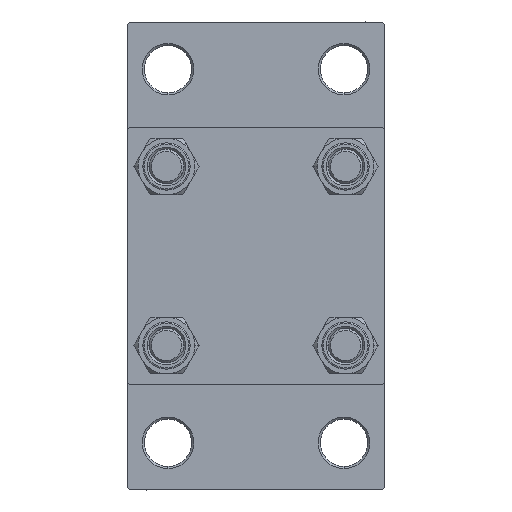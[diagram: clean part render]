
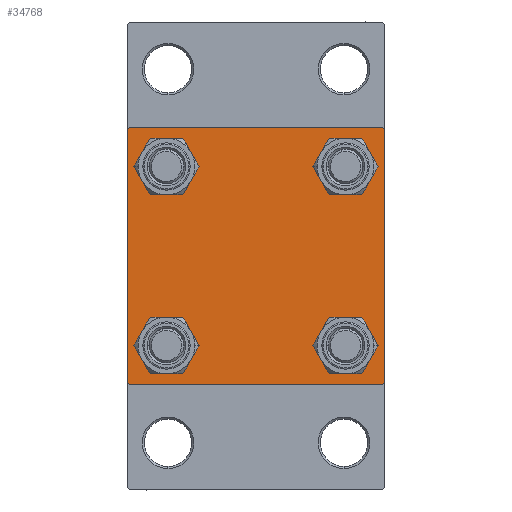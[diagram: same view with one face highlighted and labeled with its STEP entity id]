
A CAD part, left-side view. The second image highlights one B-rep face of the part: STEP entity #34768.
In plain terms, the highlighted planar face has unit normal (-1, 0, 0).
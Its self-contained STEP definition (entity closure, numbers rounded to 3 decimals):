
#174 = DIRECTION ( 'NONE',  ( 0., 0.707, 0.707 ) ) ;
#461 = CARTESIAN_POINT ( 'NONE',  ( 0., -30., 29.5 ) ) ;
#638 = CARTESIAN_POINT ( 'NONE',  ( 0., -29.75, 29.75 ) ) ;
#1008 = VECTOR ( 'NONE', #9460, 1000. ) ;
#1578 = LINE ( 'NONE', #20743, #1008 ) ;
#1956 = EDGE_CURVE ( 'NONE', #31537, #17847, #31929, .T. ) ;
#2252 = AXIS2_PLACEMENT_3D ( 'NONE', #29052, #43696, #10824 ) ;
#2878 = EDGE_CURVE ( 'NONE', #45866, #19344, #4646, .T. ) ;
#3332 = CARTESIAN_POINT ( 'NONE',  ( 0., 30., 30. ) ) ;
#3630 = VECTOR ( 'NONE', #24287, 1000. ) ;
#3811 = FACE_BOUND ( 'NONE', #42949, .T. ) ;
#3886 = AXIS2_PLACEMENT_3D ( 'NONE', #37941, #12749, #8903 ) ;
#4035 = LINE ( 'NONE', #3332, #14504 ) ;
#4282 = EDGE_CURVE ( 'NONE', #17847, #21789, #35916, .T. ) ;
#4504 = CARTESIAN_POINT ( 'NONE',  ( 0., 0., 0. ) ) ;
#4646 = CIRCLE ( 'NONE', #2252, 4.5 ) ;
#5081 = ORIENTED_EDGE ( 'NONE', *, *, #46142, .T. ) ;
#5786 = EDGE_CURVE ( 'NONE', #19344, #45866, #39104, .T. ) ;
#6546 = ORIENTED_EDGE ( 'NONE', *, *, #33956, .F. ) ;
#7285 = ORIENTED_EDGE ( 'NONE', *, *, #40726, .T. ) ;
#7614 = VECTOR ( 'NONE', #17184, 1000. ) ;
#8903 = DIRECTION ( 'NONE',  ( 0., 0., 1. ) ) ;
#9067 = CARTESIAN_POINT ( 'NONE',  ( 0., -20.85, -20.85 ) ) ;
#9080 = CARTESIAN_POINT ( 'NONE',  ( 0., 30., -29.5 ) ) ;
#9151 = AXIS2_PLACEMENT_3D ( 'NONE', #4504, #36907, #43226 ) ;
#9363 = CARTESIAN_POINT ( 'NONE',  ( 0., 20.85, -20.85 ) ) ;
#9460 = DIRECTION ( 'NONE',  ( 0., 0.707, -0.707 ) ) ;
#10463 = VERTEX_POINT ( 'NONE', #21865 ) ;
#10824 = DIRECTION ( 'NONE',  ( 0., 0., 1. ) ) ;
#11685 = VECTOR ( 'NONE', #40342, 1000. ) ;
#11775 = EDGE_CURVE ( 'NONE', #40316, #17649, #15529, .T. ) ;
#11840 = DIRECTION ( 'NONE',  ( 1., 0., 0. ) ) ;
#12365 = CARTESIAN_POINT ( 'NONE',  ( 0., 20.85, -16.35 ) ) ;
#12440 = DIRECTION ( 'NONE',  ( 1., 0., 0. ) ) ;
#12749 = DIRECTION ( 'NONE',  ( 1., 0., 0. ) ) ;
#13053 = CARTESIAN_POINT ( 'NONE',  ( 0., -20.85, -20.85 ) ) ;
#13706 = CARTESIAN_POINT ( 'NONE',  ( 0., 30., 30. ) ) ;
#13740 = ORIENTED_EDGE ( 'NONE', *, *, #19213, .T. ) ;
#14504 = VECTOR ( 'NONE', #47236, 1000. ) ;
#14994 = ORIENTED_EDGE ( 'NONE', *, *, #29029, .T. ) ;
#15134 = LINE ( 'NONE', #24986, #11685 ) ;
#15529 = CIRCLE ( 'NONE', #17064, 4.5 ) ;
#15539 = FACE_OUTER_BOUND ( 'NONE', #19033, .T. ) ;
#15736 = CIRCLE ( 'NONE', #42568, 4.5 ) ;
#15790 = CARTESIAN_POINT ( 'NONE',  ( 0., -29.5, 30. ) ) ;
#16033 = AXIS2_PLACEMENT_3D ( 'NONE', #31992, #31047, #38967 ) ;
#16138 = CIRCLE ( 'NONE', #3886, 4.5 ) ;
#16752 = AXIS2_PLACEMENT_3D ( 'NONE', #18071, #32212, #20955 ) ;
#17003 = CARTESIAN_POINT ( 'NONE',  ( 0., -20.85, 25.35 ) ) ;
#17064 = AXIS2_PLACEMENT_3D ( 'NONE', #9067, #12440, #34740 ) ;
#17184 = DIRECTION ( 'NONE',  ( 0., 0., -1. ) ) ;
#17309 = LINE ( 'NONE', #35790, #3630 ) ;
#17649 = VERTEX_POINT ( 'NONE', #18238 ) ;
#17714 = CARTESIAN_POINT ( 'NONE',  ( 0., 20.85, 25.35 ) ) ;
#17847 = VERTEX_POINT ( 'NONE', #9080 ) ;
#18071 = CARTESIAN_POINT ( 'NONE',  ( 0., 20.85, 20.85 ) ) ;
#18238 = CARTESIAN_POINT ( 'NONE',  ( 0., -20.85, -25.35 ) ) ;
#18460 = VERTEX_POINT ( 'NONE', #17003 ) ;
#19033 = EDGE_LOOP ( 'NONE', ( #39042, #36499, #14994, #36171, #34052, #13740, #6546, #5081 ) ) ;
#19213 = EDGE_CURVE ( 'NONE', #34806, #20871, #38804, .T. ) ;
#19253 = CARTESIAN_POINT ( 'NONE',  ( 0., -29.5, -30. ) ) ;
#19344 = VERTEX_POINT ( 'NONE', #12365 ) ;
#20265 = VECTOR ( 'NONE', #174, 1000. ) ;
#20297 = CARTESIAN_POINT ( 'NONE',  ( 0., 29.5, 30. ) ) ;
#20743 = CARTESIAN_POINT ( 'NONE',  ( 0., 29.75, 29.75 ) ) ;
#20768 = VERTEX_POINT ( 'NONE', #25236 ) ;
#20871 = VERTEX_POINT ( 'NONE', #15790 ) ;
#20955 = DIRECTION ( 'NONE',  ( 0., 0., 1. ) ) ;
#21789 = VERTEX_POINT ( 'NONE', #24778 ) ;
#21865 = CARTESIAN_POINT ( 'NONE',  ( 0., -20.85, 16.35 ) ) ;
#22311 = VERTEX_POINT ( 'NONE', #20297 ) ;
#22747 = PLANE ( 'NONE',  #9151 ) ;
#24088 = DIRECTION ( 'NONE',  ( 0., 0., 1. ) ) ;
#24287 = DIRECTION ( 'NONE',  ( 0., -1., 0. ) ) ;
#24634 = CARTESIAN_POINT ( 'NONE',  ( 0., 20.85, -25.35 ) ) ;
#24778 = CARTESIAN_POINT ( 'NONE',  ( 0., 29.5, -30. ) ) ;
#24835 = ORIENTED_EDGE ( 'NONE', *, *, #34369, .T. ) ;
#24986 = CARTESIAN_POINT ( 'NONE',  ( 0., -29.75, -29.75 ) ) ;
#25236 = CARTESIAN_POINT ( 'NONE',  ( 0., 20.85, 16.35 ) ) ;
#25268 = VECTOR ( 'NONE', #43122, 1000. ) ;
#25579 = EDGE_CURVE ( 'NONE', #20768, #33754, #15736, .T. ) ;
#25897 = CARTESIAN_POINT ( 'NONE',  ( 0., 30., 29.5 ) ) ;
#26100 = FACE_BOUND ( 'NONE', #47402, .T. ) ;
#26329 = FACE_BOUND ( 'NONE', #35872, .T. ) ;
#28037 = VERTEX_POINT ( 'NONE', #19253 ) ;
#29029 = EDGE_CURVE ( 'NONE', #21789, #28037, #17309, .T. ) ;
#29052 = CARTESIAN_POINT ( 'NONE',  ( 0., 20.85, -20.85 ) ) ;
#29370 = DIRECTION ( 'NONE',  ( 0., 0., 1. ) ) ;
#29600 = ORIENTED_EDGE ( 'NONE', *, *, #25579, .T. ) ;
#30481 = DIRECTION ( 'NONE',  ( 0., 0., 1. ) ) ;
#30715 = CIRCLE ( 'NONE', #35322, 4.5 ) ;
#31047 = DIRECTION ( 'NONE',  ( 1., 0., 0. ) ) ;
#31537 = VERTEX_POINT ( 'NONE', #25897 ) ;
#31789 = CARTESIAN_POINT ( 'NONE',  ( 0., -20.85, -16.35 ) ) ;
#31929 = LINE ( 'NONE', #13706, #39870 ) ;
#31992 = CARTESIAN_POINT ( 'NONE',  ( 0., -20.85, 20.85 ) ) ;
#32043 = EDGE_CURVE ( 'NONE', #33754, #20768, #34356, .T. ) ;
#32170 = FACE_BOUND ( 'NONE', #39521, .T. ) ;
#32212 = DIRECTION ( 'NONE',  ( 1., 0., 0. ) ) ;
#33754 = VERTEX_POINT ( 'NONE', #17714 ) ;
#33956 = EDGE_CURVE ( 'NONE', #22311, #20871, #4035, .T. ) ;
#34052 = ORIENTED_EDGE ( 'NONE', *, *, #37910, .F. ) ;
#34356 = CIRCLE ( 'NONE', #16752, 4.5 ) ;
#34369 = EDGE_CURVE ( 'NONE', #18460, #10463, #46700, .T. ) ;
#34740 = DIRECTION ( 'NONE',  ( 0., 0., 1. ) ) ;
#34768 = ADVANCED_FACE ( 'NONE', ( #32170, #26329, #26100, #3811, #15539 ), #22747, .T. ) ;
#34806 = VERTEX_POINT ( 'NONE', #461 ) ;
#35110 = ORIENTED_EDGE ( 'NONE', *, *, #42524, .T. ) ;
#35190 = LINE ( 'NONE', #35676, #7614 ) ;
#35322 = AXIS2_PLACEMENT_3D ( 'NONE', #13053, #42325, #24088 ) ;
#35676 = CARTESIAN_POINT ( 'NONE',  ( 0., -30., 30. ) ) ;
#35790 = CARTESIAN_POINT ( 'NONE',  ( 0., 30., -30. ) ) ;
#35872 = EDGE_LOOP ( 'NONE', ( #38309, #35110 ) ) ;
#35916 = LINE ( 'NONE', #47200, #25268 ) ;
#36171 = ORIENTED_EDGE ( 'NONE', *, *, #45373, .T. ) ;
#36499 = ORIENTED_EDGE ( 'NONE', *, *, #4282, .T. ) ;
#36907 = DIRECTION ( 'NONE',  ( -1., 0., 0. ) ) ;
#37910 = EDGE_CURVE ( 'NONE', #34806, #44960, #35190, .T. ) ;
#37933 = ORIENTED_EDGE ( 'NONE', *, *, #32043, .T. ) ;
#37941 = CARTESIAN_POINT ( 'NONE',  ( 0., -20.85, 20.85 ) ) ;
#38227 = ORIENTED_EDGE ( 'NONE', *, *, #2878, .T. ) ;
#38309 = ORIENTED_EDGE ( 'NONE', *, *, #11775, .T. ) ;
#38314 = CARTESIAN_POINT ( 'NONE',  ( 0., -30., -29.5 ) ) ;
#38804 = LINE ( 'NONE', #638, #20265 ) ;
#38967 = DIRECTION ( 'NONE',  ( 0., 0., 1. ) ) ;
#39042 = ORIENTED_EDGE ( 'NONE', *, *, #1956, .T. ) ;
#39104 = CIRCLE ( 'NONE', #41402, 4.5 ) ;
#39521 = EDGE_LOOP ( 'NONE', ( #24835, #7285 ) ) ;
#39870 = VECTOR ( 'NONE', #43463, 1000. ) ;
#40316 = VERTEX_POINT ( 'NONE', #31789 ) ;
#40342 = DIRECTION ( 'NONE',  ( 0., -0.707, 0.707 ) ) ;
#40726 = EDGE_CURVE ( 'NONE', #10463, #18460, #16138, .T. ) ;
#41402 = AXIS2_PLACEMENT_3D ( 'NONE', #9363, #41537, #30481 ) ;
#41537 = DIRECTION ( 'NONE',  ( 1., 0., 0. ) ) ;
#42325 = DIRECTION ( 'NONE',  ( 1., 0., 0. ) ) ;
#42524 = EDGE_CURVE ( 'NONE', #17649, #40316, #30715, .T. ) ;
#42568 = AXIS2_PLACEMENT_3D ( 'NONE', #44712, #11840, #29370 ) ;
#42949 = EDGE_LOOP ( 'NONE', ( #37933, #29600 ) ) ;
#43122 = DIRECTION ( 'NONE',  ( 0., -0.707, -0.707 ) ) ;
#43226 = DIRECTION ( 'NONE',  ( 0., 0., 1. ) ) ;
#43463 = DIRECTION ( 'NONE',  ( 0., 0., -1. ) ) ;
#43696 = DIRECTION ( 'NONE',  ( 1., 0., 0. ) ) ;
#44712 = CARTESIAN_POINT ( 'NONE',  ( 0., 20.85, 20.85 ) ) ;
#44960 = VERTEX_POINT ( 'NONE', #38314 ) ;
#45008 = ORIENTED_EDGE ( 'NONE', *, *, #5786, .T. ) ;
#45373 = EDGE_CURVE ( 'NONE', #28037, #44960, #15134, .T. ) ;
#45866 = VERTEX_POINT ( 'NONE', #24634 ) ;
#46142 = EDGE_CURVE ( 'NONE', #22311, #31537, #1578, .T. ) ;
#46700 = CIRCLE ( 'NONE', #16033, 4.5 ) ;
#47200 = CARTESIAN_POINT ( 'NONE',  ( 0., 29.75, -29.75 ) ) ;
#47236 = DIRECTION ( 'NONE',  ( 0., -1., 0. ) ) ;
#47402 = EDGE_LOOP ( 'NONE', ( #45008, #38227 ) ) ;
